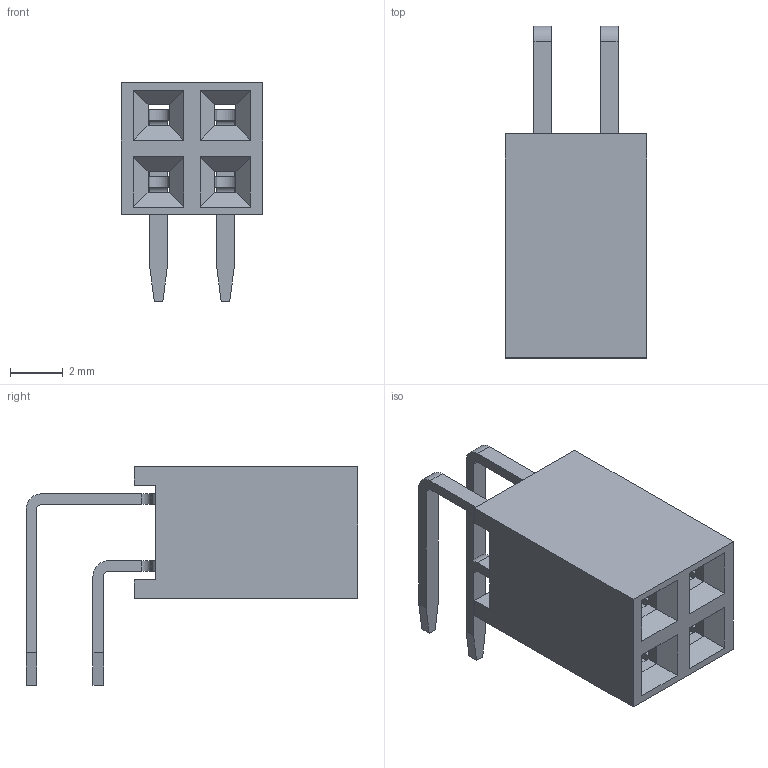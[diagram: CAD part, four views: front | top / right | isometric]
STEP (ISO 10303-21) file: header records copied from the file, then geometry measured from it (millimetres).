
FILE_DESCRIPTION(('STEP AP214'), '1');
FILE_NAME('DS1024-2x5RF1', '2016-04-20T21:01:35', ('Nobody'), (''), 'ASCON STEP Converter 1.3', 'ASCON Math Kernel', '');
FILE_SCHEMA(('AUTOMOTIVE_DESIGN { 1 0 10303 214 3 1 1}'));
Length unit declared in the file: millimetre
Bounding box: 5.38 x 12.6 x 8.3 mm (x, y, z)
Volume: 186.1 mm3; surface area: 576.3 mm2
Topology: 5 solids, 5 shells, 214 faces, 608 edges, 400 vertices
Faces by surface type: plane 162, cylinder 52
Entity records: 8684 total; most frequent: CARTESIAN_POINT 1223, ORIENTED_EDGE 1216, DIRECTION 1142, EDGE_CURVE 608, LINE 504, VECTOR 504, VERTEX_POINT 400, AXIS2_PLACEMENT_3D 319
